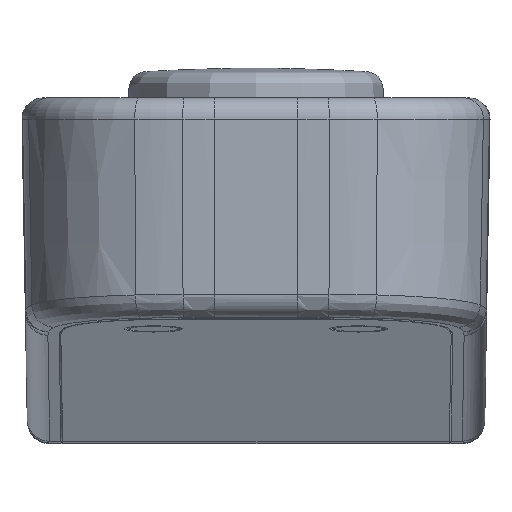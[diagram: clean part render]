
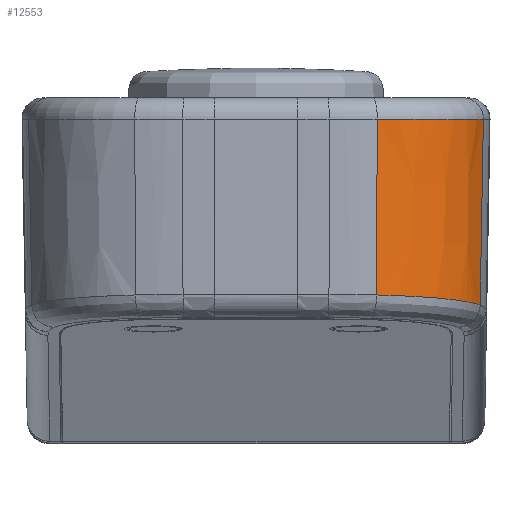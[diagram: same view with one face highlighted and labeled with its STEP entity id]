
A CAD part, top view. The second image highlights one B-rep face of the part: STEP entity #12553.
In plain terms, the highlighted conical face has half-angle 1 degrees and reference radius 8 mm.
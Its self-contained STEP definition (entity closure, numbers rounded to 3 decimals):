
#63 = LINE ( 'NONE', #4321, #9787 ) ;
#486 = EDGE_CURVE ( 'NONE', #7373, #8973, #63, .T. ) ;
#1260 = CONICAL_SURFACE ( 'NONE', #21874, 8., 0.017 ) ;
#1655 = CARTESIAN_POINT ( 'NONE',  ( 10.937, -4.334, 97.947 ) ) ;
#1990 = EDGE_CURVE ( 'NONE', #20458, #18436, #20292, .T. ) ;
#2118 = ORIENTED_EDGE ( 'NONE', *, *, #1990, .T. ) ;
#3415 = CARTESIAN_POINT ( 'NONE',  ( 12.274, -4.52, 95.97 ) ) ;
#4207 = CARTESIAN_POINT ( 'NONE',  ( 5.182, 7.15, 92.632 ) ) ;
#4321 = CARTESIAN_POINT ( 'NONE',  ( 6.92, 7.15, 100.441 ) ) ;
#4377 = CARTESIAN_POINT ( 'NONE',  ( 5.182, 5.929, 92.632 ) ) ;
#4750 = CARTESIAN_POINT ( 'NONE',  ( 6.915, 5.929, 100.42 ) ) ;
#5141 = CARTESIAN_POINT ( 'NONE',  ( 12.79, -4.676, 94.325 ) ) ;
#6115 = DIRECTION ( 'NONE',  ( 0., 0., -1. ) ) ;
#6501 = DIRECTION ( 'NONE',  ( 0.004, 1., 0.017 ) ) ;
#6502 = VECTOR ( 'NONE', #7086, 1000. ) ;
#6829 = CARTESIAN_POINT ( 'NONE',  ( 7.458, -4.119, 100.12 ) ) ;
#7086 = DIRECTION ( 'NONE',  ( 0.017, 1., 0.004 ) ) ;
#7373 = VERTEX_POINT ( 'NONE', #13395 ) ;
#7431 = B_SPLINE_CURVE_WITH_KNOTS ( 'NONE', 3,
 ( #8560, #6829, #10267, #22376, #12022, #1655, #13744, #3415, #15470, #5141 ),
 .UNSPECIFIED., .F., .F.,
 ( 4, 2, 2, 2, 4 ),
 ( 0., 0.25, 0.5, 0.75, 1. ),
 .UNSPECIFIED. ) ;
#8064 = ORIENTED_EDGE ( 'NONE', *, *, #486, .F. ) ;
#8560 = CARTESIAN_POINT ( 'NONE',  ( 6.877, -4.107, 100.249 ) ) ;
#8973 = VERTEX_POINT ( 'NONE', #4750 ) ;
#9787 = VECTOR ( 'NONE', #6501, 1000. ) ;
#10267 = CARTESIAN_POINT ( 'NONE',  ( 8.059, -4.141, 99.916 ) ) ;
#12022 = CARTESIAN_POINT ( 'NONE',  ( 9.842, -4.239, 98.932 ) ) ;
#12553 = ADVANCED_FACE ( 'NONE', ( #20202 ), #1260, .T. ) ;
#13395 = CARTESIAN_POINT ( 'NONE',  ( 6.877, -4.107, 100.249 ) ) ;
#13744 = CARTESIAN_POINT ( 'NONE',  ( 11.442, -4.39, 97.352 ) ) ;
#14248 = ORIENTED_EDGE ( 'NONE', *, *, #17510, .T. ) ;
#14515 = AXIS2_PLACEMENT_3D ( 'NONE', #4377, #16451, #6115 ) ;
#15363 = CARTESIAN_POINT ( 'NONE',  ( 12.97, 5.929, 94.365 ) ) ;
#15470 = CARTESIAN_POINT ( 'NONE',  ( 12.6, -4.594, 95.181 ) ) ;
#16354 = DIRECTION ( 'NONE',  ( 0., 1., 0. ) ) ;
#16451 = DIRECTION ( 'NONE',  ( 0., -1., 0. ) ) ;
#16566 = CARTESIAN_POINT ( 'NONE',  ( 12.79, -4.676, 94.325 ) ) ;
#17510 = EDGE_CURVE ( 'NONE', #7373, #20458, #7431, .T. ) ;
#18436 = VERTEX_POINT ( 'NONE', #15363 ) ;
#20202 = FACE_OUTER_BOUND ( 'NONE', #22124, .T. ) ;
#20292 = LINE ( 'NONE', #21094, #6502 ) ;
#20458 = VERTEX_POINT ( 'NONE', #16566 ) ;
#20751 = EDGE_CURVE ( 'NONE', #18436, #8973, #21343, .T. ) ;
#21094 = CARTESIAN_POINT ( 'NONE',  ( 12.991, 7.15, 94.37 ) ) ;
#21343 = CIRCLE ( 'NONE', #14515, 7.979 ) ;
#21485 = DIRECTION ( 'NONE',  ( 0., 0., -1. ) ) ;
#21874 = AXIS2_PLACEMENT_3D ( 'NONE', #4207, #16354, #21485 ) ;
#22042 = ORIENTED_EDGE ( 'NONE', *, *, #20751, .T. ) ;
#22124 = EDGE_LOOP ( 'NONE', ( #2118, #22042, #8064, #14248 ) ) ;
#22376 = CARTESIAN_POINT ( 'NONE',  ( 9.251, -4.2, 99.322 ) ) ;
